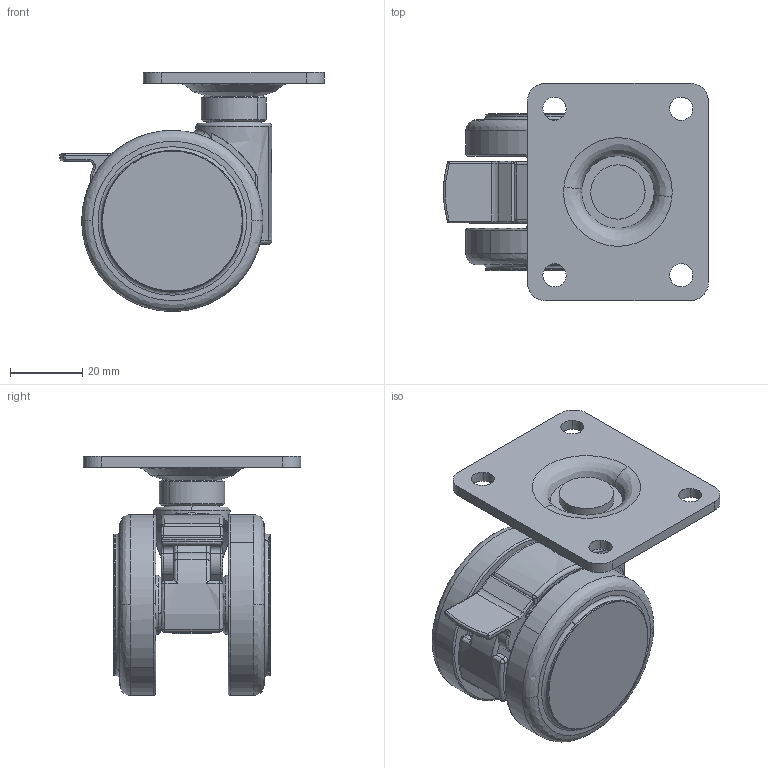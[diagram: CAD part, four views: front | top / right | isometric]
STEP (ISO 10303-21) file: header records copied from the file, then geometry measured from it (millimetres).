
FILE_DESCRIPTION((''),'2;1');
FILE_NAME('','2012-08-22T09:46:08',(''),(''),'','CADfix','');
FILE_SCHEMA(('AUTOMOTIVE_DESIGN { 1 0 10303 214 1 1 1 1 }'));
Length unit declared in the file: millimetre
Bounding box: 73.14 x 60 x 66 mm (x, y, z)
Volume: 68248 mm3; surface area: 30209.5 mm2
Topology: 6 solids, 6 shells, 254 faces, 787 edges, 556 vertices
Faces by surface type: bspline 254
Entity records: 14415 total; most frequent: CARTESIAN_POINT 9760, ORIENTED_EDGE 1574, EDGE_CURVE 787, B_SPLINE_CURVE_WITH_KNOTS 574, VERTEX_POINT 556, EDGE_LOOP 277, FACE_OUTER_BOUND 254, ADVANCED_FACE 254
